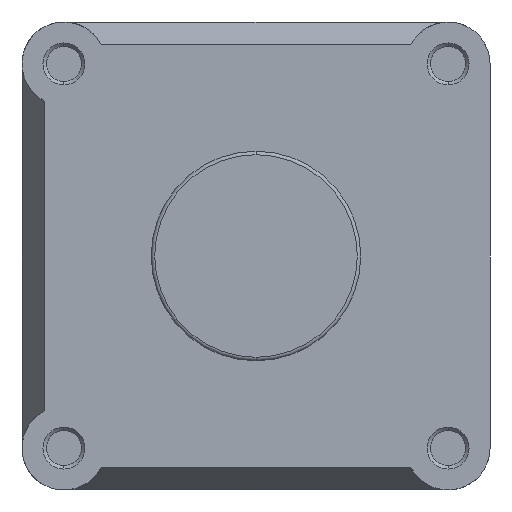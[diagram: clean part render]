
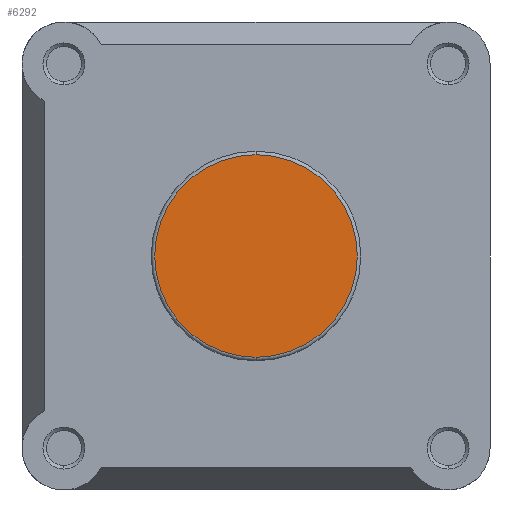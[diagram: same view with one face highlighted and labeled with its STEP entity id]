
A CAD part, left-side view. The second image highlights one B-rep face of the part: STEP entity #6292.
In plain terms, the highlighted planar face has unit normal (-1, 0, 0).
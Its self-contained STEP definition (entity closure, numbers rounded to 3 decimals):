
#66 = EDGE_CURVE ( 'NONE', #6679, #6667, #1747, .T. ) ;
#139 = EDGE_CURVE ( 'NONE', #6667, #6679, #1855, .T. ) ;
#660 = AXIS2_PLACEMENT_3D ( 'NONE', #7581, #7586, #7589 ) ;
#690 = AXIS2_PLACEMENT_3D ( 'NONE', #4676, #4915, #4609 ) ;
#869 = AXIS2_PLACEMENT_3D ( 'NONE', #5958, #5960, #5961 ) ;
#1301 = ORIENTED_EDGE ( 'NONE', *, *, #139, .T. ) ;
#1519 = EDGE_LOOP ( 'NONE', ( #7818, #1301 ) ) ;
#1747 = CIRCLE ( 'NONE', #660, 29. ) ;
#1855 = CIRCLE ( 'NONE', #690, 29. ) ;
#2783 = FACE_OUTER_BOUND ( 'NONE', #1519, .T. ) ;
#4094 = CARTESIAN_POINT ( 'NONE',  ( 0., 0., 29. ) ) ;
#4106 = CARTESIAN_POINT ( 'NONE',  ( 0., 0., -29. ) ) ;
#4609 = DIRECTION ( 'NONE',  ( 0., 0., -1. ) ) ;
#4676 = CARTESIAN_POINT ( 'NONE',  ( 0., 0., 0. ) ) ;
#4915 = DIRECTION ( 'NONE',  ( -1., 0., 0. ) ) ;
#5958 = CARTESIAN_POINT ( 'NONE',  ( 0., 30., 0. ) ) ;
#5959 = PLANE ( 'NONE',  #869 ) ;
#5960 = DIRECTION ( 'NONE',  ( 1., 0., 0. ) ) ;
#5961 = DIRECTION ( 'NONE',  ( 0., 0., -1. ) ) ;
#6292 = ADVANCED_FACE ( 'NONE', ( #2783 ), #5959, .F. ) ;
#6667 = VERTEX_POINT ( 'NONE', #4094 ) ;
#6679 = VERTEX_POINT ( 'NONE', #4106 ) ;
#7581 = CARTESIAN_POINT ( 'NONE',  ( 0., 0., 0. ) ) ;
#7586 = DIRECTION ( 'NONE',  ( -1., 0., 0. ) ) ;
#7589 = DIRECTION ( 'NONE',  ( 0., 0., -1. ) ) ;
#7818 = ORIENTED_EDGE ( 'NONE', *, *, #66, .T. ) ;
